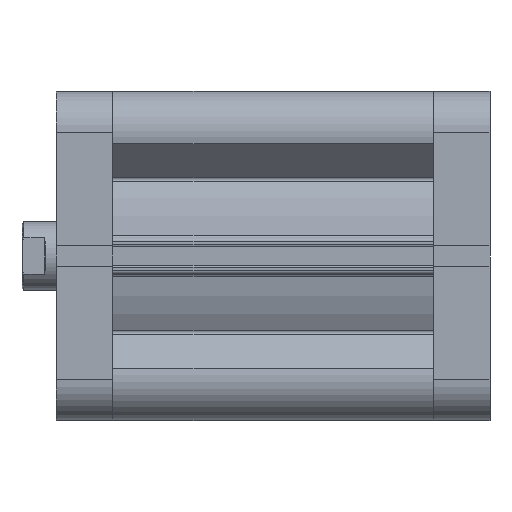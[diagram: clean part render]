
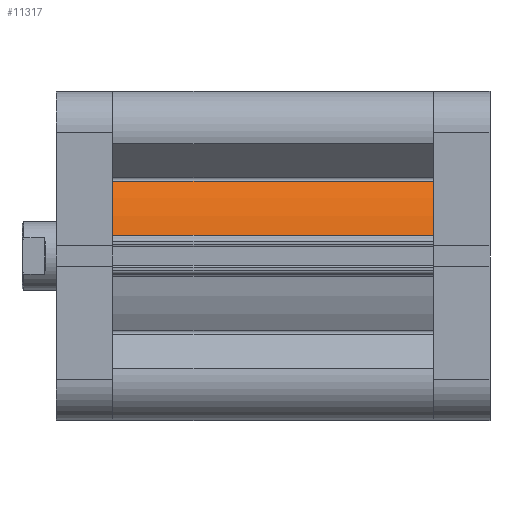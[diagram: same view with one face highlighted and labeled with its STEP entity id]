
A CAD part, front view. The second image highlights one B-rep face of the part: STEP entity #11317.
In plain terms, the highlighted cylindrical face has radius 43.5 mm (diameter 87 mm), a partial arc.
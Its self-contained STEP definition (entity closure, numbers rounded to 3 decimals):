
#363 = VERTEX_POINT ( 'NONE', #2299 ) ;
#1072 = ORIENTED_EDGE ( 'NONE', *, *, #5578, .T. ) ;
#1076 = ORIENTED_EDGE ( 'NONE', *, *, #5577, .T. ) ;
#1077 = ORIENTED_EDGE ( 'NONE', *, *, #5568, .F. ) ;
#1078 = ORIENTED_EDGE ( 'NONE', *, *, #5579, .T. ) ;
#1464 = EDGE_LOOP ( 'NONE', ( #1072, #1076, #1077, #1078 ) ) ;
#1999 = VERTEX_POINT ( 'NONE', #2567 ) ;
#2020 = VERTEX_POINT ( 'NONE', #2588 ) ;
#2299 = CARTESIAN_POINT ( 'NONE',  ( 6.11, -43.069, 93.5 ) ) ;
#2567 = CARTESIAN_POINT ( 'NONE',  ( 21.765, -37.663, 93.5 ) ) ;
#2588 = CARTESIAN_POINT ( 'NONE',  ( 21.765, -37.663, 0. ) ) ;
#3622 = AXIS2_PLACEMENT_3D ( 'NONE', #7528, #7537, #7538 ) ;
#3623 = AXIS2_PLACEMENT_3D ( 'NONE', #7562, #7564, #7565 ) ;
#4169 = AXIS2_PLACEMENT_3D ( 'NONE', #7271, #7270, #7269 ) ;
#5568 = EDGE_CURVE ( 'NONE', #363, #1999, #8580, .T. ) ;
#5577 = EDGE_CURVE ( 'NONE', #2020, #1999, #8591, .T. ) ;
#5578 = EDGE_CURVE ( 'NONE', #6162, #2020, #8596, .T. ) ;
#5579 = EDGE_CURVE ( 'NONE', #363, #6162, #8588, .T. ) ;
#6162 = VERTEX_POINT ( 'NONE', #10047 ) ;
#6716 = FACE_OUTER_BOUND ( 'NONE', #1464, .T. ) ;
#6721 = CYLINDRICAL_SURFACE ( 'NONE', #4169, 43.5 ) ;
#7269 = DIRECTION ( 'NONE',  ( -1., 0., 0. ) ) ;
#7270 = DIRECTION ( 'NONE',  ( 0., 0., -1. ) ) ;
#7271 = CARTESIAN_POINT ( 'NONE',  ( 0., 0., 93.5 ) ) ;
#7528 = CARTESIAN_POINT ( 'NONE',  ( 0., 0., 93.5 ) ) ;
#7537 = DIRECTION ( 'NONE',  ( 0., 0., 1. ) ) ;
#7538 = DIRECTION ( 'NONE',  ( 1., 0., 0. ) ) ;
#7553 = CARTESIAN_POINT ( 'NONE',  ( 21.765, -37.663, 93.5 ) ) ;
#7561 = DIRECTION ( 'NONE',  ( 0., 0., 1. ) ) ;
#7562 = CARTESIAN_POINT ( 'NONE',  ( 0., 0., 0. ) ) ;
#7564 = DIRECTION ( 'NONE',  ( 0., 0., 1. ) ) ;
#7565 = DIRECTION ( 'NONE',  ( 1., 0., 0. ) ) ;
#7566 = CARTESIAN_POINT ( 'NONE',  ( 6.11, -43.069, 93.5 ) ) ;
#7567 = DIRECTION ( 'NONE',  ( 0., 0., -1. ) ) ;
#8580 = CIRCLE ( 'NONE', #3622, 43.5 ) ;
#8583 = VECTOR ( 'NONE', #7561, 1000. ) ;
#8588 = LINE ( 'NONE', #7566, #8590 ) ;
#8590 = VECTOR ( 'NONE', #7567, 1000. ) ;
#8591 = LINE ( 'NONE', #7553, #8583 ) ;
#8596 = CIRCLE ( 'NONE', #3623, 43.5 ) ;
#10047 = CARTESIAN_POINT ( 'NONE',  ( 6.11, -43.069, 0. ) ) ;
#11317 = ADVANCED_FACE ( 'NONE', ( #6716 ), #6721, .T. ) ;
